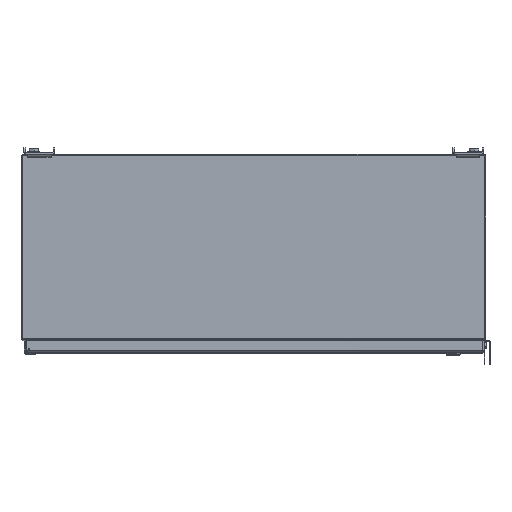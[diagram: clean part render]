
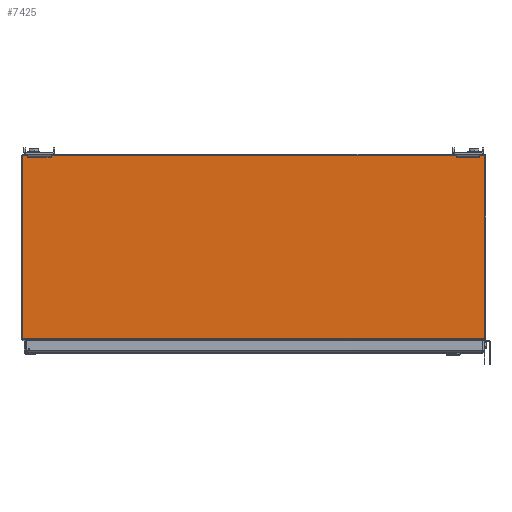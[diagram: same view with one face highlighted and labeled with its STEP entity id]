
A CAD part, top view. The second image highlights one B-rep face of the part: STEP entity #7425.
In plain terms, the highlighted planar face has unit normal (0, 0, 1).
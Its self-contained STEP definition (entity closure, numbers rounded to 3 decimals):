
#7425 = ADVANCED_FACE( '', ( #15512 ), #15513, .T. );
#15512 = FACE_OUTER_BOUND( '', #45082, .T. );
#15513 = PLANE( '', #45083 );
#45082 = EDGE_LOOP( '', ( #77261, #77262, #77263, #77264 ) );
#45083 = AXIS2_PLACEMENT_3D( '', #77265, #77266, #77267 );
#77261 = ORIENTED_EDGE( '', *, *, #95756, .T. );
#77262 = ORIENTED_EDGE( '', *, *, #93020, .T. );
#77263 = ORIENTED_EDGE( '', *, *, #95319, .T. );
#77264 = ORIENTED_EDGE( '', *, *, #95797, .T. );
#77265 = CARTESIAN_POINT( '', ( 0., 0., 0. ) );
#77266 = DIRECTION( '', ( 0., 0., 1. ) );
#77267 = DIRECTION( '', ( 1., 0., 0. ) );
#93020 = EDGE_CURVE( '', #105080, #105092, #105094, .T. );
#95319 = EDGE_CURVE( '', #105092, #108364, #108366, .T. );
#95756 = EDGE_CURVE( '', #108954, #105080, #108955, .T. );
#95797 = EDGE_CURVE( '', #108364, #108954, #109007, .T. );
#105080 = VERTEX_POINT( '', #129452 );
#105092 = VERTEX_POINT( '', #129481 );
#105094 = LINE( '', #129483, #129484 );
#108364 = VERTEX_POINT( '', #138620 );
#108366 = LINE( '', #138623, #138624 );
#108954 = VERTEX_POINT( '', #140056 );
#108955 = LINE( '', #140057, #140058 );
#109007 = LINE( '', #140202, #140203 );
#129452 = CARTESIAN_POINT( '', ( -379.476, -149.301, 0. ) );
#129481 = CARTESIAN_POINT( '', ( 379.476, -149.301, 0. ) );
#129483 = CARTESIAN_POINT( '', ( -379.476, -149.301, 0. ) );
#129484 = VECTOR( '', #149350, 1000. );
#138620 = CARTESIAN_POINT( '', ( 379.476, 151.638, 0. ) );
#138623 = CARTESIAN_POINT( '', ( 379.476, -151.638, 0. ) );
#138624 = VECTOR( '', #150647, 1000. );
#140056 = CARTESIAN_POINT( '', ( -379.476, 151.638, 0. ) );
#140057 = CARTESIAN_POINT( '', ( -379.476, 151.638, 0. ) );
#140058 = VECTOR( '', #150938, 1000. );
#140202 = CARTESIAN_POINT( '', ( 379.476, 151.638, 0. ) );
#140203 = VECTOR( '', #150958, 1000. );
#149350 = DIRECTION( '', ( 1., 0., 0. ) );
#150647 = DIRECTION( '', ( 0., 1., 0. ) );
#150938 = DIRECTION( '', ( 0., -1., 0. ) );
#150958 = DIRECTION( '', ( -1., 0., 0. ) );
